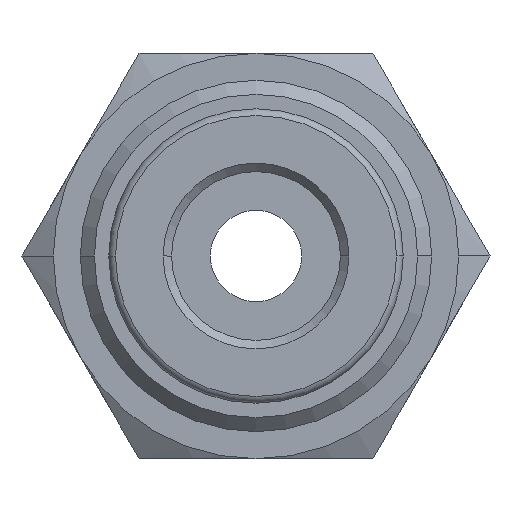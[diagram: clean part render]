
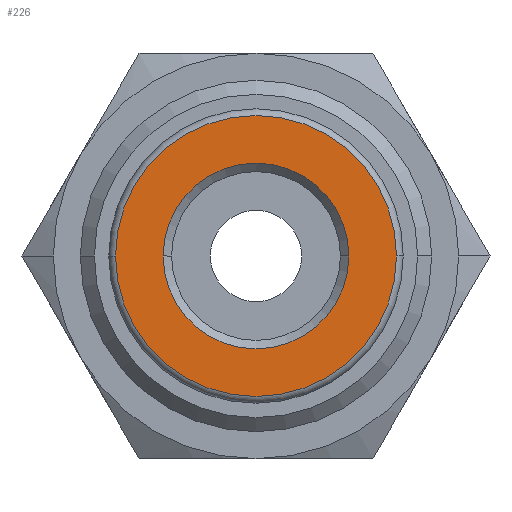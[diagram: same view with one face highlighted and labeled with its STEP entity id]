
A CAD part, front view. The second image highlights one B-rep face of the part: STEP entity #226.
In plain terms, the highlighted planar face has unit normal (0, -1, 0).
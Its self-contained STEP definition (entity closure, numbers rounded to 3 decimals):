
#226=ADVANCED_FACE('',(#468,#469),#470,.T.);
#468=FACE_BOUND('',#725,.T.);
#469=FACE_OUTER_BOUND('',#726,.T.);
#470=PLANE('',#727);
#725=EDGE_LOOP('',(#1288,#1289));
#726=EDGE_LOOP('',(#1290,#1291));
#727=AXIS2_PLACEMENT_3D('',#1292,#1293,#1294);
#1288=ORIENTED_EDGE('',*,*,#1608,.T.);
#1289=ORIENTED_EDGE('',*,*,#1660,.T.);
#1290=ORIENTED_EDGE('',*,*,#1512,.T.);
#1291=ORIENTED_EDGE('',*,*,#1682,.T.);
#1292=CARTESIAN_POINT('',(0.0,0.0,0.0));
#1293=DIRECTION('',(0.0,-1.0,0.0));
#1294=DIRECTION('',(-1.0,0.0,0.0));
#1512=EDGE_CURVE('',#1809,#1814,#1816,.T.);
#1608=EDGE_CURVE('',#1978,#1976,#1979,.T.);
#1660=EDGE_CURVE('',#1976,#1978,#2043,.T.);
#1682=EDGE_CURVE('',#1814,#1809,#2070,.T.);
#1809=VERTEX_POINT('',#2362);
#1814=VERTEX_POINT('',#2368);
#1816=CIRCLE('',#2371,4.16);
#1976=VERTEX_POINT('',#2718);
#1978=VERTEX_POINT('',#2721);
#1979=CIRCLE('',#2722,2.75);
#2043=CIRCLE('',#2849,2.75);
#2070=CIRCLE('',#2900,4.16);
#2362=CARTESIAN_POINT('',(4.16,0.0,0.0));
#2368=CARTESIAN_POINT('',(-4.16,0.0,0.));
#2371=AXIS2_PLACEMENT_3D('',#3075,#3076,#3077);
#2718=CARTESIAN_POINT('',(2.75,0.0,0.));
#2721=CARTESIAN_POINT('',(-2.75,0.0,0.));
#2722=AXIS2_PLACEMENT_3D('',#3209,#3210,#3211);
#2849=AXIS2_PLACEMENT_3D('',#3292,#3293,#3294);
#2900=AXIS2_PLACEMENT_3D('',#3321,#3322,#3323);
#3075=CARTESIAN_POINT('',(0.0,0.0,0.0));
#3076=DIRECTION('',(0.0,-1.0,0.0));
#3077=DIRECTION('',(1.0,0.0,0.0));
#3209=CARTESIAN_POINT('',(0.0,0.0,0.0));
#3210=DIRECTION('',(-0.0,1.0,0.0));
#3211=DIRECTION('',(1.0,0.0,0.0));
#3292=CARTESIAN_POINT('',(0.0,0.0,0.0));
#3293=DIRECTION('',(-0.0,1.0,0.0));
#3294=DIRECTION('',(1.0,0.0,0.0));
#3321=CARTESIAN_POINT('',(0.0,0.0,0.0));
#3322=DIRECTION('',(0.0,-1.0,0.0));
#3323=DIRECTION('',(1.0,0.0,0.0));
